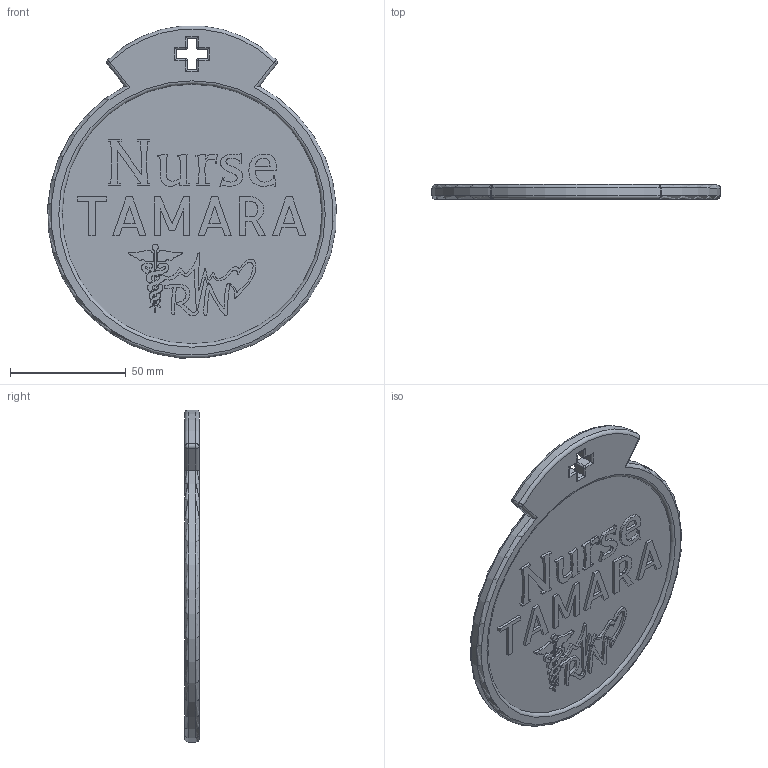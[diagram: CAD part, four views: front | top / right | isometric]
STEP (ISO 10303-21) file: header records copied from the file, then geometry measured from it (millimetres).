
FILE_DESCRIPTION(/* description */ ('STEP AP242','CAx-IF Rec.Pracs.---Representation and Presentation of Product Manufacturing Information (PMI)---4.0---2014-10-13','CAx-IF Rec.Pracs.---3D Tessellated Geometry---0.4---2014-09-14','2;1'),/* implementation_level */ '2;1');
FILE_NAME(/* name */ '66845613ba678e509664e986',/* time_stamp */ '2024-07-02T19:33:39Z',/* author */ (''),/* organization */ (''),/* preprocessor_version */ 'ST-DEVELOPER v20',/* originating_system */ ' ',/* authorisation */ ' ');
FILE_SCHEMA (('AP242_MANAGED_MODEL_BASED_3D_ENGINEERING_MIM_LF { 1 0 10303 442 1 1 4 }'));
Length unit declared in the file: metre
Products named in the file (6): Part 2; Part 6; Part 5; Part 4; Part 3; Part 1
Bounding box: 124.89 x 6.35 x 143.73 mm (x, y, z)
Volume: 72776.8 mm3; surface area: 32924.1 mm2
Topology: 6 solids, 6 shells, 400 faces, 1051 edges, 674 vertices
Faces by surface type: plane 237, bspline 93, cylinder 53, sphere 12, torus 5
Entity records: 16370 total; most frequent: CARTESIAN_POINT 6993, ORIENTED_EDGE 2072, DIRECTION 1568, EDGE_CURVE 1036, LINE 750, VECTOR 750, VERTEX_POINT 674, EDGE_LOOP 438
